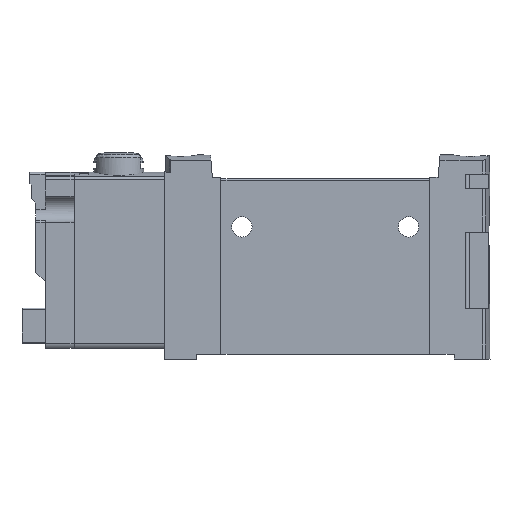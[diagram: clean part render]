
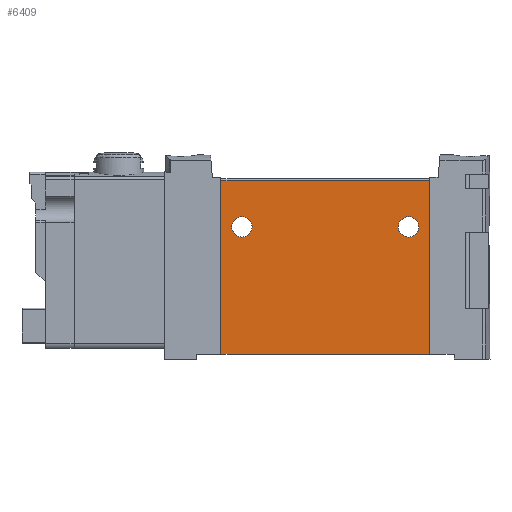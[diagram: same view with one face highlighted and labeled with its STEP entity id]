
A CAD part, top view. The second image highlights one B-rep face of the part: STEP entity #6409.
In plain terms, the highlighted planar face has unit normal (0, 0, 1).
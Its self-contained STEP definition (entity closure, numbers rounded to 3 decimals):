
#64=PLANE('',#6885);
#385=CIRCLE('',#6886,1.65);
#386=CIRCLE('',#6887,1.65);
#607=LINE('',#9621,#1301);
#653=LINE('',#9719,#1347);
#677=LINE('',#9814,#1371);
#679=LINE('',#9821,#1373);
#1301=VECTOR('',#7571,1000.);
#1347=VECTOR('',#7633,1000.);
#1371=VECTOR('',#7733,1000.);
#1373=VECTOR('',#7741,1000.);
#2224=ORIENTED_EDGE('',*,*,#4080,.F.);
#2225=ORIENTED_EDGE('',*,*,#4081,.F.);
#2226=ORIENTED_EDGE('',*,*,#3977,.T.);
#2227=ORIENTED_EDGE('',*,*,#4082,.F.);
#2228=ORIENTED_EDGE('',*,*,#4027,.F.);
#2229=ORIENTED_EDGE('',*,*,#4078,.T.);
#3977=EDGE_CURVE('',#4921,#4920,#607,.T.);
#4027=EDGE_CURVE('',#4964,#4959,#653,.T.);
#4078=EDGE_CURVE('',#4964,#4921,#677,.T.);
#4080=EDGE_CURVE('',#4998,#4998,#385,.F.);
#4081=EDGE_CURVE('',#4999,#4999,#386,.F.);
#4082=EDGE_CURVE('',#4959,#4920,#679,.T.);
#4920=VERTEX_POINT('',#9620);
#4921=VERTEX_POINT('',#9622);
#4959=VERTEX_POINT('',#9707);
#4964=VERTEX_POINT('',#9718);
#4998=VERTEX_POINT('',#9818);
#4999=VERTEX_POINT('',#9820);
#5495=EDGE_LOOP('',(#2224));
#5496=EDGE_LOOP('',(#2225));
#5497=EDGE_LOOP('',(#2226,#2227,#2228,#2229));
#5918=FACE_BOUND('',#5495,.T.);
#5919=FACE_BOUND('',#5496,.T.);
#5920=FACE_BOUND('',#5497,.T.);
#6409=ADVANCED_FACE('',(#5918,#5919,#5920),#64,.F.);
#6885=AXIS2_PLACEMENT_3D('',#9816,#7735,#7736);
#6886=AXIS2_PLACEMENT_3D('',#9817,#7737,#7738);
#6887=AXIS2_PLACEMENT_3D('',#9819,#7739,#7740);
#7571=DIRECTION('',(0.,-1.,0.));
#7633=DIRECTION('',(0.,-1.,0.));
#7733=DIRECTION('',(-1.,0.,0.));
#7735=DIRECTION('',(0.,0.,-1.));
#7736=DIRECTION('',(-1.,0.,0.));
#7737=DIRECTION('',(0.,0.,-1.));
#7738=DIRECTION('',(-1.,0.,0.));
#7739=DIRECTION('',(0.,0.,-1.));
#7740=DIRECTION('',(-1.,0.,0.));
#7741=DIRECTION('',(-1.,0.,0.));
#9620=CARTESIAN_POINT('',(-16.9,0.,5.1));
#9621=CARTESIAN_POINT('',(-16.9,28.15,5.1));
#9622=CARTESIAN_POINT('',(-16.9,28.15,5.1));
#9707=CARTESIAN_POINT('',(16.9,0.,5.1));
#9718=CARTESIAN_POINT('',(16.9,28.15,5.1));
#9719=CARTESIAN_POINT('',(16.9,28.15,5.1));
#9814=CARTESIAN_POINT('',(16.9,28.15,5.1));
#9816=CARTESIAN_POINT('',(16.9,28.15,5.1));
#9817=CARTESIAN_POINT('',(13.5,20.65,5.1));
#9818=CARTESIAN_POINT('',(11.85,20.65,5.1));
#9819=CARTESIAN_POINT('',(-13.5,20.65,5.1));
#9820=CARTESIAN_POINT('',(-15.15,20.65,5.1));
#9821=CARTESIAN_POINT('',(16.9,0.,5.1));
